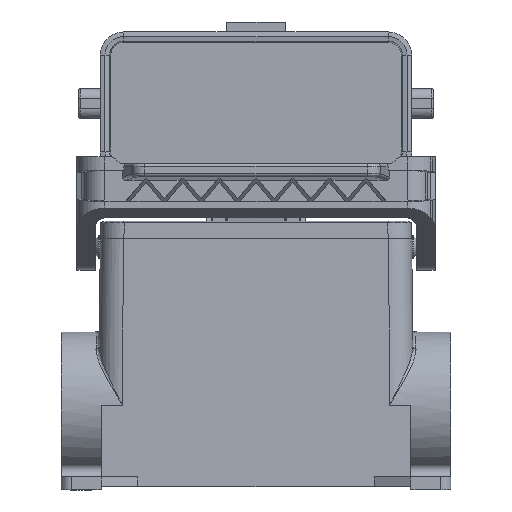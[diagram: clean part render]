
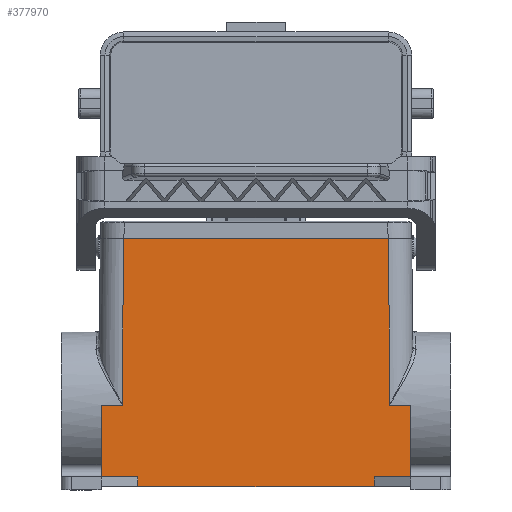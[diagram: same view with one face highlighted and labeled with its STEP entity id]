
A CAD part, front view. The second image highlights one B-rep face of the part: STEP entity #377970.
In plain terms, the highlighted face is planar.
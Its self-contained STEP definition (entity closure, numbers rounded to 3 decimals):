
#26760=CARTESIAN_POINT('',(33.818,61.705,74.5));
#26770=VERTEX_POINT('',#26760);
#26800=CARTESIAN_POINT('',(0.,61.705,74.5));
#26810=DIRECTION('',(-1.,0.,0.));
#26820=VECTOR('',#26810,1.);
#26830=LINE('',#26800,#26820);
#26840=CARTESIAN_POINT('',(113.319,61.705,74.5));
#26850=VERTEX_POINT('',#26840);
#26860=EDGE_CURVE('',#26850,#26770,#26830,.T.);
#309470=CARTESIAN_POINT('',(33.384,62.14,
24.691));
#309480=VERTEX_POINT('',#309470);
#312410=CARTESIAN_POINT('',(33.169,62.355,
0.061));
#312420=DIRECTION('',(0.009,-0.009,
1.));
#312430=VECTOR('',#312420,1.);
#312440=LINE('',#312410,#312430);
#312450=CARTESIAN_POINT('',(33.382,62.141,24.5));
#312460=VERTEX_POINT('',#312450);
#312470=EDGE_CURVE('',#312460,#309480,#312440,.T.);
#330660=EDGE_CURVE('',#309480,#26770,#312440,.T.);
#335430=CARTESIAN_POINT('',(38.067,62.355,0.));
#335440=DIRECTION('',(-0.015,0.009,
-1.));
#335450=VECTOR('',#335440,1.);
#335460=LINE('',#335430,#335450);
#335470=CARTESIAN_POINT('',(38.112,62.329,3.));
#335480=VERTEX_POINT('',#335470);
#335490=CARTESIAN_POINT('',(38.067,62.355,
0.));
#335500=VERTEX_POINT('',#335490);
#335510=EDGE_CURVE('',#335480,#335500,#335460,.T.);
#341700=CARTESIAN_POINT('',(0.,62.141,24.5));
#341710=DIRECTION('',(-1.,0.,0.));
#341720=VECTOR('',#341710,1.);
#341730=LINE('',#341700,#341720);
#341740=CARTESIAN_POINT('',(27.069,62.141,24.5));
#341750=VERTEX_POINT('',#341740);
#341760=EDGE_CURVE('',#312460,#341750,#341730,.T.);
#342150=CARTESIAN_POINT('',(0.,62.329,3.));
#342160=DIRECTION('',(1.,0.,0.));
#342170=VECTOR('',#342160,1.);
#342180=LINE('',#342150,#342170);
#342190=CARTESIAN_POINT('',(27.069,62.329,3.));
#342200=VERTEX_POINT('',#342190);
#342210=EDGE_CURVE('',#342200,#335480,#342180,.T.);
#345240=CARTESIAN_POINT('',(27.069,62.355,0.));
#345250=DIRECTION('',(0.,0.009,-1.));
#345260=VECTOR('',#345250,1.);
#345270=LINE('',#345240,#345260);
#345280=EDGE_CURVE('',#341750,#342200,#345270,.T.);
#376960=CARTESIAN_POINT('',(113.755,62.141,24.5));
#376970=VERTEX_POINT('',#376960);
#377220=CARTESIAN_POINT('',(113.754,62.14,
24.691));
#377230=VERTEX_POINT('',#377220);
#377260=CARTESIAN_POINT('',(113.968,62.355,
0.061));
#377270=DIRECTION('',(-0.009,-0.009,
1.));
#377280=VECTOR('',#377270,1.);
#377290=LINE('',#377260,#377280);
#377300=EDGE_CURVE('',#376970,#377230,#377290,.T.);
#377420=CARTESIAN_POINT('',(120.319,62.355,
0.003));
#377430=DIRECTION('',(-0.,-1.,-0.009));
#377440=DIRECTION('',(-1.,0.,0.));
#377450=AXIS2_PLACEMENT_3D('',#377420,#377430,#377440);
#377460=PLANE('',#377450);
#377470=CARTESIAN_POINT('',(0.,62.141,24.5));
#377480=DIRECTION('',(1.,0.,0.));
#377490=VECTOR('',#377480,1.);
#377500=LINE('',#377470,#377490);
#377510=CARTESIAN_POINT('',(120.069,62.141,24.5));
#377520=VERTEX_POINT('',#377510);
#377530=EDGE_CURVE('',#376970,#377520,#377500,.T.);
#377540=ORIENTED_EDGE('',*,*,#377530,.T.);
#377550=ORIENTED_EDGE('',*,*,#377300,.F.);
#377560=EDGE_CURVE('',#377230,#26850,#377290,.T.);
#377570=ORIENTED_EDGE('',*,*,#377560,.F.);
#377580=ORIENTED_EDGE('',*,*,#26860,.F.);
#377590=ORIENTED_EDGE('',*,*,#330660,.T.);
#377600=ORIENTED_EDGE('',*,*,#312470,.T.);
#377610=ORIENTED_EDGE('',*,*,#341760,.F.);
#377620=ORIENTED_EDGE('',*,*,#345280,.F.);
#377630=ORIENTED_EDGE('',*,*,#342210,.F.);
#377640=ORIENTED_EDGE('',*,*,#335510,.F.);
#377650=CARTESIAN_POINT('',(0.,62.355,0.));
#377660=DIRECTION('',(1.,0.,0.));
#377670=VECTOR('',#377660,1.);
#377680=LINE('',#377650,#377670);
#377690=CARTESIAN_POINT('',(109.07,62.355,
0.));
#377700=VERTEX_POINT('',#377690);
#377710=EDGE_CURVE('',#335500,#377700,#377680,.T.);
#377720=ORIENTED_EDGE('',*,*,#377710,.F.);
#377730=CARTESIAN_POINT('',(109.07,62.355,
0.));
#377740=DIRECTION('',(0.015,0.009,
-1.));
#377750=VECTOR('',#377740,1.);
#377760=LINE('',#377730,#377750);
#377770=CARTESIAN_POINT('',(109.025,62.329,
3.));
#377780=VERTEX_POINT('',#377770);
#377790=EDGE_CURVE('',#377780,#377700,#377760,.T.);
#377800=ORIENTED_EDGE('',*,*,#377790,.T.);
#377810=CARTESIAN_POINT('',(0.,62.329,3.));
#377820=DIRECTION('',(-1.,0.,0.));
#377830=VECTOR('',#377820,1.);
#377840=LINE('',#377810,#377830);
#377850=CARTESIAN_POINT('',(120.069,62.329,3.
));
#377860=VERTEX_POINT('',#377850);
#377870=EDGE_CURVE('',#377860,#377780,#377840,.T.);
#377880=ORIENTED_EDGE('',*,*,#377870,.T.);
#377890=CARTESIAN_POINT('',(120.069,62.355,0.));
#377900=DIRECTION('',(0.,0.009,-1.));
#377910=VECTOR('',#377900,1.);
#377920=LINE('',#377890,#377910);
#377930=EDGE_CURVE('',#377520,#377860,#377920,.T.);
#377940=ORIENTED_EDGE('',*,*,#377930,.T.);
#377950=EDGE_LOOP('',(#377940,#377880,#377800,#377720,#377640,#377630,
#377620,#377610,#377600,#377590,#377580,#377570,#377550,#377540));
#377960=FACE_OUTER_BOUND('',#377950,.T.);
#377970=ADVANCED_FACE('',(#377960),#377460,.F.);
